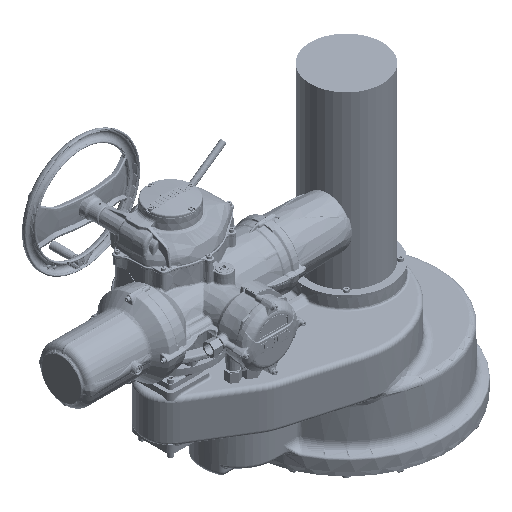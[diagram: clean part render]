
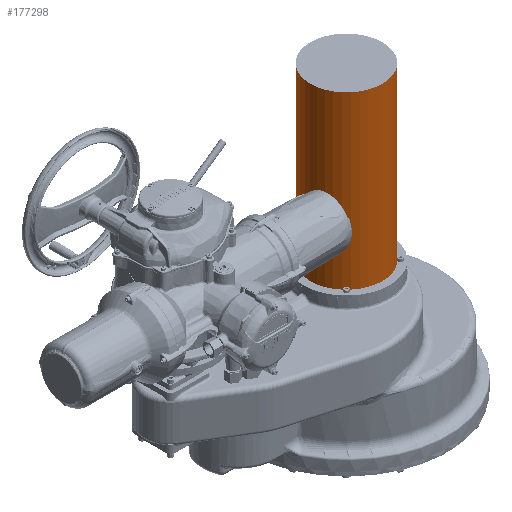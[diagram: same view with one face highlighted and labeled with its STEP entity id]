
A CAD part, isometric view. The second image highlights one B-rep face of the part: STEP entity #177298.
In plain terms, the highlighted cylindrical face has radius 125 mm (diameter 250 mm), a full revolution.
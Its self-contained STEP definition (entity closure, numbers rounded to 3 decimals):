
#12958=CYLINDRICAL_SURFACE('',#185939,125.);
#24809=ORIENTED_EDGE('',*,*,#62537,.T.);
#24810=ORIENTED_EDGE('',*,*,#62536,.F.);
#62536=EDGE_CURVE('',#81476,#81476,#93124,.T.);
#62537=EDGE_CURVE('',#81477,#81477,#93125,.T.);
#81476=VERTEX_POINT('',#231062);
#81477=VERTEX_POINT('',#231066);
#93124=CIRCLE('',#185937,125.);
#93125=CIRCLE('',#185940,125.);
#99867=EDGE_LOOP('',(#24809));
#99868=EDGE_LOOP('',(#24810));
#109066=FACE_BOUND('',#99867,.T.);
#109067=FACE_BOUND('',#99868,.T.);
#177298=ADVANCED_FACE('',(#109066,#109067),#12958,.T.);
#185937=AXIS2_PLACEMENT_3D('',#231061,#199180,#199181);
#185939=AXIS2_PLACEMENT_3D('',#231064,#199184,#199185);
#185940=AXIS2_PLACEMENT_3D('',#231065,#199186,#199187);
#199180=DIRECTION('',(0.,0.,-1.));
#199181=DIRECTION('',(1.,0.,0.));
#199184=DIRECTION('',(0.,0.,-1.));
#199185=DIRECTION('',(-1.,0.,0.));
#199186=DIRECTION('',(0.,0.,-1.));
#199187=DIRECTION('',(1.,0.,0.));
#231061=CARTESIAN_POINT('',(0.,0.,7.));
#231062=CARTESIAN_POINT('',(125.,0.,7.));
#231064=CARTESIAN_POINT('',(0.,0.,600.));
#231065=CARTESIAN_POINT('',(0.,0.,600.));
#231066=CARTESIAN_POINT('',(125.,0.,600.));
